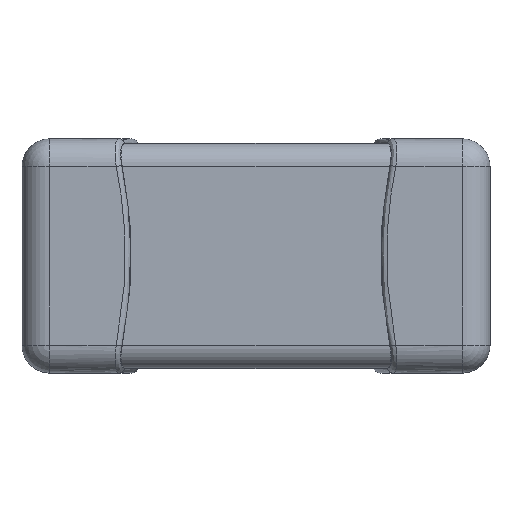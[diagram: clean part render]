
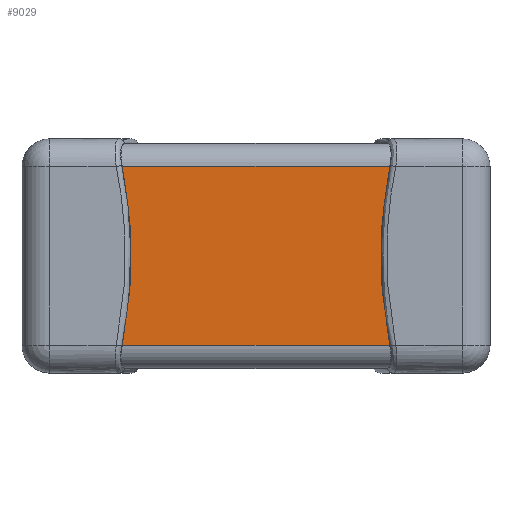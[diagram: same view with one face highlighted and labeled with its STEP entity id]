
A CAD part, top view. The second image highlights one B-rep face of the part: STEP entity #9029.
In plain terms, the highlighted planar face has unit normal (0, 0, 1).
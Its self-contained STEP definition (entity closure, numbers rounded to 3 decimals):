
#8455 = VERTEX_POINT('',#8456);
#8456 = CARTESIAN_POINT('',(-0.4,-0.194,0.508));
#8466 = CYLINDRICAL_SURFACE('',#8467,0.05);
#8467 = AXIS2_PLACEMENT_3D('',#8468,#8469,#8470);
#8468 = CARTESIAN_POINT('',(-0.4,-0.194,0.458));
#8469 = DIRECTION('',(-1.,0.,0.));
#8470 = DIRECTION('',(0.,1.,0.));
#8478 = PLANE('',#8479);
#8479 = AXIS2_PLACEMENT_3D('',#8480,#8481,#8482);
#8480 = CARTESIAN_POINT('',(-0.4,0.,0.264));
#8481 = DIRECTION('',(1.,0.,0.));
#8482 = DIRECTION('',(0.,0.,1.));
#8519 = VERTEX_POINT('',#8520);
#8520 = CARTESIAN_POINT('',(0.4,-0.194,0.508));
#8535 = PLANE('',#8536);
#8536 = AXIS2_PLACEMENT_3D('',#8537,#8538,#8539);
#8537 = CARTESIAN_POINT('',(0.4,0.,0.264));
#8538 = DIRECTION('',(1.,0.,0.));
#8539 = DIRECTION('',(0.,0.,1.));
#8547 = EDGE_CURVE('',#8455,#8519,#8548,.T.);
#8548 = SURFACE_CURVE('',#8549,(#8553,#8560),.PCURVE_S1.);
#8549 = LINE('',#8550,#8551);
#8550 = CARTESIAN_POINT('',(-0.4,-0.194,0.508));
#8551 = VECTOR('',#8552,1.);
#8552 = DIRECTION('',(1.,0.,0.));
#8553 = PCURVE('',#8466,#8554);
#8554 = DEFINITIONAL_REPRESENTATION('',(#8555),#8559);
#8555 = LINE('',#8556,#8557);
#8556 = CARTESIAN_POINT('',(4.712,0.));
#8557 = VECTOR('',#8558,1.);
#8558 = DIRECTION('',(-0.,-1.));
#8559 = ( GEOMETRIC_REPRESENTATION_CONTEXT(2) 
PARAMETRIC_REPRESENTATION_CONTEXT() REPRESENTATION_CONTEXT('2D SPACE',''
  ) );
#8560 = PCURVE('',#8561,#8566);
#8561 = PLANE('',#8562);
#8562 = AXIS2_PLACEMENT_3D('',#8563,#8564,#8565);
#8563 = CARTESIAN_POINT('',(-0.4,-0.194,0.508));
#8564 = DIRECTION('',(0.,0.,1.));
#8565 = DIRECTION('',(0.,1.,0.));
#8566 = DEFINITIONAL_REPRESENTATION('',(#8567),#8571);
#8567 = LINE('',#8568,#8569);
#8568 = CARTESIAN_POINT('',(0.,0.));
#8569 = VECTOR('',#8570,1.);
#8570 = DIRECTION('',(0.,-1.));
#8571 = ( GEOMETRIC_REPRESENTATION_CONTEXT(2) 
PARAMETRIC_REPRESENTATION_CONTEXT() REPRESENTATION_CONTEXT('2D SPACE',''
  ) );
#8902 = CYLINDRICAL_SURFACE('',#8903,0.05);
#8903 = AXIS2_PLACEMENT_3D('',#8904,#8905,#8906);
#8904 = CARTESIAN_POINT('',(-0.4,0.194,0.458));
#8905 = DIRECTION('',(-1.,0.,0.));
#8906 = DIRECTION('',(0.,1.,0.));
#8961 = VERTEX_POINT('',#8962);
#8962 = CARTESIAN_POINT('',(-0.4,0.194,0.508));
#8984 = EDGE_CURVE('',#8961,#8985,#8987,.T.);
#8985 = VERTEX_POINT('',#8986);
#8986 = CARTESIAN_POINT('',(0.4,0.194,0.508));
#8987 = SURFACE_CURVE('',#8988,(#8992,#8999),.PCURVE_S1.);
#8988 = LINE('',#8989,#8990);
#8989 = CARTESIAN_POINT('',(-0.4,0.194,0.508));
#8990 = VECTOR('',#8991,1.);
#8991 = DIRECTION('',(1.,0.,0.));
#8992 = PCURVE('',#8902,#8993);
#8993 = DEFINITIONAL_REPRESENTATION('',(#8994),#8998);
#8994 = LINE('',#8995,#8996);
#8995 = CARTESIAN_POINT('',(4.712,0.));
#8996 = VECTOR('',#8997,1.);
#8997 = DIRECTION('',(-0.,-1.));
#8998 = ( GEOMETRIC_REPRESENTATION_CONTEXT(2) 
PARAMETRIC_REPRESENTATION_CONTEXT() REPRESENTATION_CONTEXT('2D SPACE',''
  ) );
#8999 = PCURVE('',#8561,#9000);
#9000 = DEFINITIONAL_REPRESENTATION('',(#9001),#9005);
#9001 = LINE('',#9002,#9003);
#9002 = CARTESIAN_POINT('',(0.388,0.));
#9003 = VECTOR('',#9004,1.);
#9004 = DIRECTION('',(0.,-1.));
#9005 = ( GEOMETRIC_REPRESENTATION_CONTEXT(2) 
PARAMETRIC_REPRESENTATION_CONTEXT() REPRESENTATION_CONTEXT('2D SPACE',''
  ) );
#9029 = ADVANCED_FACE('',(#9030),#8561,.T.);
#9030 = FACE_BOUND('',#9031,.T.);
#9031 = EDGE_LOOP('',(#9032,#9033,#9054,#9055));
#9032 = ORIENTED_EDGE('',*,*,#8547,.T.);
#9033 = ORIENTED_EDGE('',*,*,#9034,.T.);
#9034 = EDGE_CURVE('',#8519,#8985,#9035,.T.);
#9035 = SURFACE_CURVE('',#9036,(#9040,#9047),.PCURVE_S1.);
#9036 = LINE('',#9037,#9038);
#9037 = CARTESIAN_POINT('',(0.4,-0.194,0.508));
#9038 = VECTOR('',#9039,1.);
#9039 = DIRECTION('',(0.,1.,0.));
#9040 = PCURVE('',#8561,#9041);
#9041 = DEFINITIONAL_REPRESENTATION('',(#9042),#9046);
#9042 = LINE('',#9043,#9044);
#9043 = CARTESIAN_POINT('',(0.,-0.8));
#9044 = VECTOR('',#9045,1.);
#9045 = DIRECTION('',(1.,0.));
#9046 = ( GEOMETRIC_REPRESENTATION_CONTEXT(2) 
PARAMETRIC_REPRESENTATION_CONTEXT() REPRESENTATION_CONTEXT('2D SPACE',''
  ) );
#9047 = PCURVE('',#8535,#9048);
#9048 = DEFINITIONAL_REPRESENTATION('',(#9049),#9053);
#9049 = LINE('',#9050,#9051);
#9050 = CARTESIAN_POINT('',(0.244,0.194));
#9051 = VECTOR('',#9052,1.);
#9052 = DIRECTION('',(0.,-1.));
#9053 = ( GEOMETRIC_REPRESENTATION_CONTEXT(2) 
PARAMETRIC_REPRESENTATION_CONTEXT() REPRESENTATION_CONTEXT('2D SPACE',''
  ) );
#9054 = ORIENTED_EDGE('',*,*,#8984,.F.);
#9055 = ORIENTED_EDGE('',*,*,#9056,.F.);
#9056 = EDGE_CURVE('',#8455,#8961,#9057,.T.);
#9057 = SURFACE_CURVE('',#9058,(#9062,#9069),.PCURVE_S1.);
#9058 = LINE('',#9059,#9060);
#9059 = CARTESIAN_POINT('',(-0.4,-0.194,0.508));
#9060 = VECTOR('',#9061,1.);
#9061 = DIRECTION('',(0.,1.,0.));
#9062 = PCURVE('',#8561,#9063);
#9063 = DEFINITIONAL_REPRESENTATION('',(#9064),#9068);
#9064 = LINE('',#9065,#9066);
#9065 = CARTESIAN_POINT('',(0.,0.));
#9066 = VECTOR('',#9067,1.);
#9067 = DIRECTION('',(1.,0.));
#9068 = ( GEOMETRIC_REPRESENTATION_CONTEXT(2) 
PARAMETRIC_REPRESENTATION_CONTEXT() REPRESENTATION_CONTEXT('2D SPACE',''
  ) );
#9069 = PCURVE('',#8478,#9070);
#9070 = DEFINITIONAL_REPRESENTATION('',(#9071),#9075);
#9071 = LINE('',#9072,#9073);
#9072 = CARTESIAN_POINT('',(0.244,0.194));
#9073 = VECTOR('',#9074,1.);
#9074 = DIRECTION('',(0.,-1.));
#9075 = ( GEOMETRIC_REPRESENTATION_CONTEXT(2) 
PARAMETRIC_REPRESENTATION_CONTEXT() REPRESENTATION_CONTEXT('2D SPACE',''
  ) );
